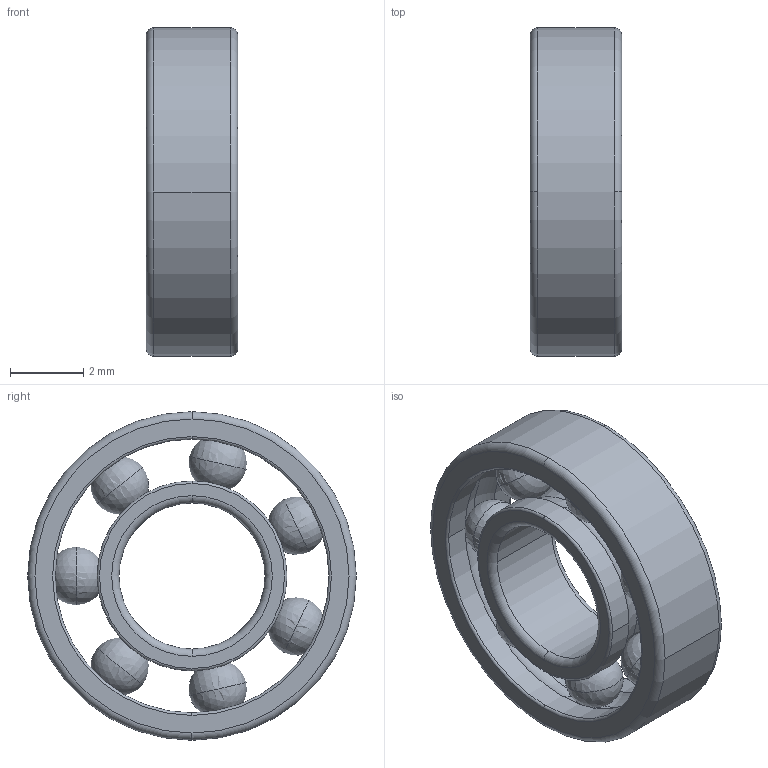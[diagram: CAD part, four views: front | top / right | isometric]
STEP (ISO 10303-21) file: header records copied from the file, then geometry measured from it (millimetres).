
FILE_DESCRIPTION( ( '' ), '1' );
FILE_NAME( '618_4_2_03.stp', '2011-04-26T15:06:20', ( '' ), ( '' ), ' ', ' ', ' ' );
FILE_SCHEMA( ( 'CONFIG_CONTROL_DESIGN' ) );
Length unit declared in the file: millimetre
Products named in the file (9): 1; 2; 3; 4; 5; 6; 7; 8; 9
Bounding box: 2.5 x 9 x 9 mm (x, y, z)
Volume: 77.6 mm3; surface area: 308.7 mm2
Topology: 9 solids, 9 shells, 54 faces, 154 edges, 90 vertices
Faces by surface type: torus 24, sphere 14, cylinder 12, plane 4
Entity records: 2052 total; most frequent: DIRECTION 366, CARTESIAN_POINT 279, ORIENTED_EDGE 252, AXIS2_PLACEMENT_3D 177, EDGE_CURVE 126, CIRCLE 114, VERTEX_POINT 90, EDGE_LOOP 58
